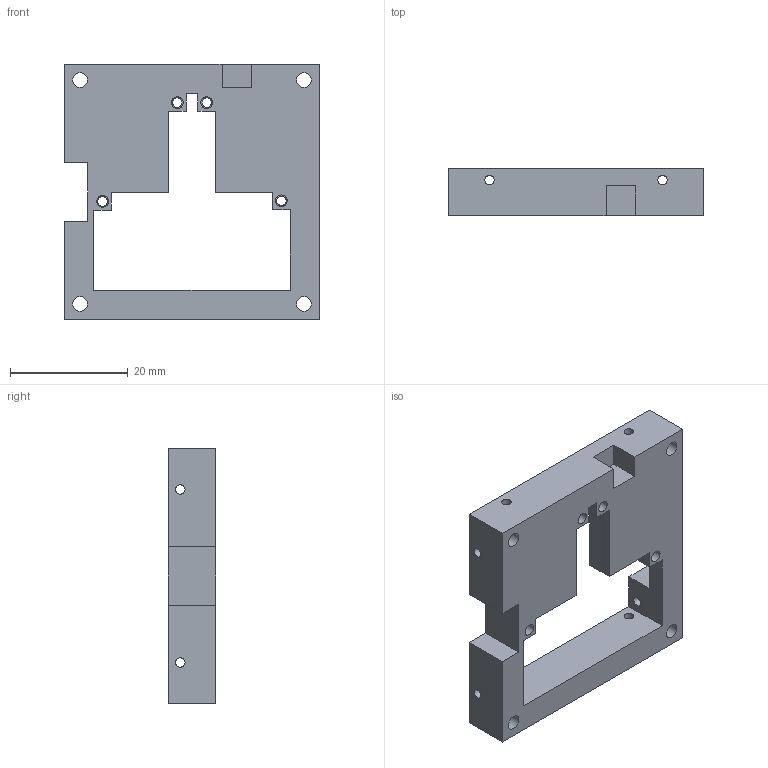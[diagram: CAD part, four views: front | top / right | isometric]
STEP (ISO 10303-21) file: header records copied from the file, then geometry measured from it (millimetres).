
FILE_DESCRIPTION(/* description */ (''),/* implementation_level */ '2;1');
FILE_NAME(/* name */ 'Top-v6-Threaded v4.step',/* time_stamp */ '2022-06-11T05:37:46+05:45',/* author */ (''),/* organization */ (''),/* preprocessor_version */ 'ST-DEVELOPER v19',/* originating_system */ 'Autodesk Translation Framework v11.7.0.108',/* authorisation */ '');
FILE_SCHEMA (('AUTOMOTIVE_DESIGN { 1 0 10303 214 3 1 1 }'));
Length unit declared in the file: millimetre
Products named in the file (1): Top-v6-Threaded
Bounding box: 43.4 x 8 x 43.4 mm (x, y, z)
Volume: 6465.5 mm3; surface area: 6165.3 mm2
Topology: 4 solids, 4 shells, 87 faces, 240 edges, 160 vertices
Faces by surface type: plane 67, cylinder 20
Full cylindrical faces by diameter (mm): 1.623 x12, 2 x4, 2.5 x4
Entity records: 2868 total; most frequent: CARTESIAN_POINT 488, ORIENTED_EDGE 480, DIRECTION 456, EDGE_CURVE 240, LINE 200, VECTOR 200, VERTEX_POINT 160, EDGE_LOOP 128
